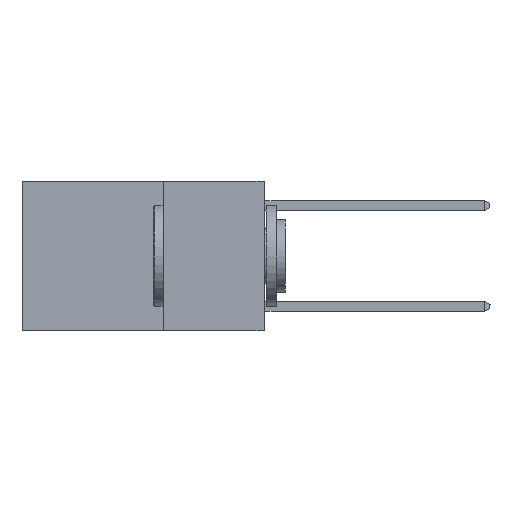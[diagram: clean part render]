
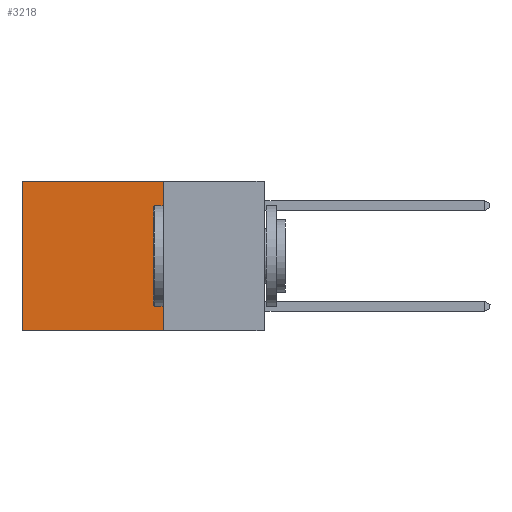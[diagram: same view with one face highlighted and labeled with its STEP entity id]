
A CAD part, left-side view. The second image highlights one B-rep face of the part: STEP entity #3218.
In plain terms, the highlighted planar face has unit normal (-1, 0, 0).
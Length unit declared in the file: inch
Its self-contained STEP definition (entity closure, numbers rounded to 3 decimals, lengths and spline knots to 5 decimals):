
#399 = EDGE_CURVE ( 'NONE', #6646, #2651, #4203, .T. ) ;
#513 = DIRECTION ( 'NONE',  ( 0., 1., 0. ) ) ;
#613 = DIRECTION ( 'NONE',  ( 0., 1., 0. ) ) ;
#706 = DIRECTION ( 'NONE',  ( 1., 0., 0. ) ) ;
#1101 = VERTEX_POINT ( 'NONE', #9551 ) ;
#1430 = VECTOR ( 'NONE', #4053, 39.37008 ) ;
#1568 = LINE ( 'NONE', #2147, #5648 ) ;
#1973 = VECTOR ( 'NONE', #613, 39.37008 ) ;
#2012 = VERTEX_POINT ( 'NONE', #5620 ) ;
#2147 = CARTESIAN_POINT ( 'NONE',  ( 0.2625, 0.25, -0.37 ) ) ;
#2651 = VERTEX_POINT ( 'NONE', #3192 ) ;
#3192 = CARTESIAN_POINT ( 'NONE',  ( 0.2625, 0.6, 0. ) ) ;
#3218 = ADVANCED_FACE ( 'NONE', ( #8704 ), #9470, .F. ) ;
#3623 = CARTESIAN_POINT ( 'NONE',  ( 0.2625, 0.25, 0. ) ) ;
#4053 = DIRECTION ( 'NONE',  ( 0., 0., -1. ) ) ;
#4124 = EDGE_LOOP ( 'NONE', ( #7492, #9125, #5684, #7997 ) ) ;
#4203 = LINE ( 'NONE', #8838, #1973 ) ;
#4634 = EDGE_CURVE ( 'NONE', #1101, #2012, #1568, .T. ) ;
#4792 = CARTESIAN_POINT ( 'NONE',  ( 0.2625, 0.25, 0. ) ) ;
#4899 = EDGE_CURVE ( 'NONE', #2651, #2012, #8125, .T. ) ;
#5620 = CARTESIAN_POINT ( 'NONE',  ( 0.2625, 0.6, -0.37 ) ) ;
#5648 = VECTOR ( 'NONE', #513, 39.37008 ) ;
#5684 = ORIENTED_EDGE ( 'NONE', *, *, #6685, .F. ) ;
#6343 = VECTOR ( 'NONE', #9165, 39.37008 ) ;
#6386 = DIRECTION ( 'NONE',  ( 0., 0., -1. ) ) ;
#6646 = VERTEX_POINT ( 'NONE', #3623 ) ;
#6685 = EDGE_CURVE ( 'NONE', #6646, #1101, #8448, .T. ) ;
#6832 = CARTESIAN_POINT ( 'NONE',  ( 0.2625, 0.25, 0. ) ) ;
#7492 = ORIENTED_EDGE ( 'NONE', *, *, #4899, .T. ) ;
#7997 = ORIENTED_EDGE ( 'NONE', *, *, #399, .T. ) ;
#8125 = LINE ( 'NONE', #10308, #1430 ) ;
#8448 = LINE ( 'NONE', #6832, #6343 ) ;
#8704 = FACE_OUTER_BOUND ( 'NONE', #4124, .T. ) ;
#8838 = CARTESIAN_POINT ( 'NONE',  ( 0.2625, 0.25, 0. ) ) ;
#9125 = ORIENTED_EDGE ( 'NONE', *, *, #4634, .F. ) ;
#9165 = DIRECTION ( 'NONE',  ( 0., 0., -1. ) ) ;
#9470 = PLANE ( 'NONE',  #10254 ) ;
#9551 = CARTESIAN_POINT ( 'NONE',  ( 0.2625, 0.25, -0.37 ) ) ;
#10254 = AXIS2_PLACEMENT_3D ( 'NONE', #4792, #706, #6386 ) ;
#10308 = CARTESIAN_POINT ( 'NONE',  ( 0.2625, 0.6, 0. ) ) ;
